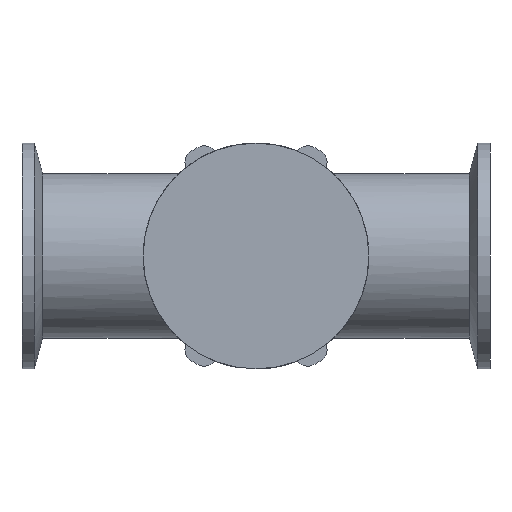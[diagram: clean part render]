
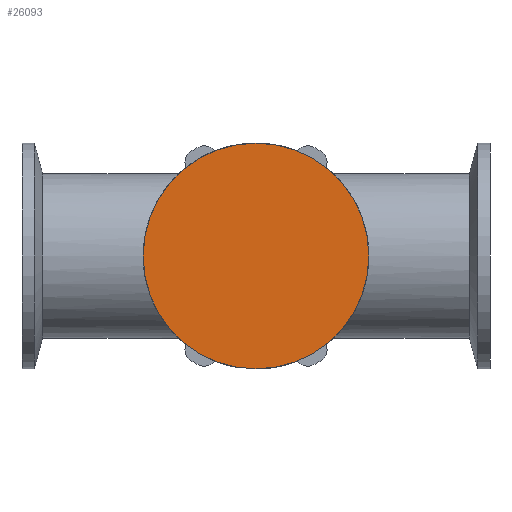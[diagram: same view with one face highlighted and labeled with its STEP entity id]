
A CAD part, front view. The second image highlights one B-rep face of the part: STEP entity #26093.
In plain terms, the highlighted planar face has unit normal (0, -1, 0).
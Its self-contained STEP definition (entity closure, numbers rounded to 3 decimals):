
#794 = CIRCLE ( 'NONE', #48448, 27.5 ) ;
#12207 = DIRECTION ( 'NONE',  ( 0., 0., 1. ) ) ;
#14548 = CARTESIAN_POINT ( 'NONE',  ( 0., -30., -27.5 ) ) ;
#14584 = AXIS2_PLACEMENT_3D ( 'NONE', #26037, #36373, #16314 ) ;
#16314 = DIRECTION ( 'NONE',  ( 0., 0., 1. ) ) ;
#19396 = VERTEX_POINT ( 'NONE', #61599 ) ;
#26037 = CARTESIAN_POINT ( 'NONE',  ( 0., -30., 0. ) ) ;
#26093 = ADVANCED_FACE ( 'NONE', ( #50503 ), #50820, .F. ) ;
#31647 = CARTESIAN_POINT ( 'NONE',  ( 0., -30., 0. ) ) ;
#36373 = DIRECTION ( 'NONE',  ( 0., 1., 0. ) ) ;
#39823 = EDGE_CURVE ( 'NONE', #19396, #52471, #794, .T. ) ;
#40169 = CARTESIAN_POINT ( 'NONE',  ( 0., -30., 0. ) ) ;
#40308 = EDGE_LOOP ( 'NONE', ( #49320, #47855 ) ) ;
#42510 = CIRCLE ( 'NONE', #14584, 27.5 ) ;
#44090 = DIRECTION ( 'NONE',  ( 0., 1., 0. ) ) ;
#45066 = AXIS2_PLACEMENT_3D ( 'NONE', #31647, #51450, #12207 ) ;
#47855 = ORIENTED_EDGE ( 'NONE', *, *, #39823, .F. ) ;
#48448 = AXIS2_PLACEMENT_3D ( 'NONE', #40169, #44090, #59339 ) ;
#49320 = ORIENTED_EDGE ( 'NONE', *, *, #53811, .F. ) ;
#50503 = FACE_OUTER_BOUND ( 'NONE', #40308, .T. ) ;
#50820 = PLANE ( 'NONE',  #45066 ) ;
#51450 = DIRECTION ( 'NONE',  ( 0., 1., 0. ) ) ;
#52471 = VERTEX_POINT ( 'NONE', #14548 ) ;
#53811 = EDGE_CURVE ( 'NONE', #52471, #19396, #42510, .T. ) ;
#59339 = DIRECTION ( 'NONE',  ( 0., 0., 1. ) ) ;
#61599 = CARTESIAN_POINT ( 'NONE',  ( 0., -30., 27.5 ) ) ;
